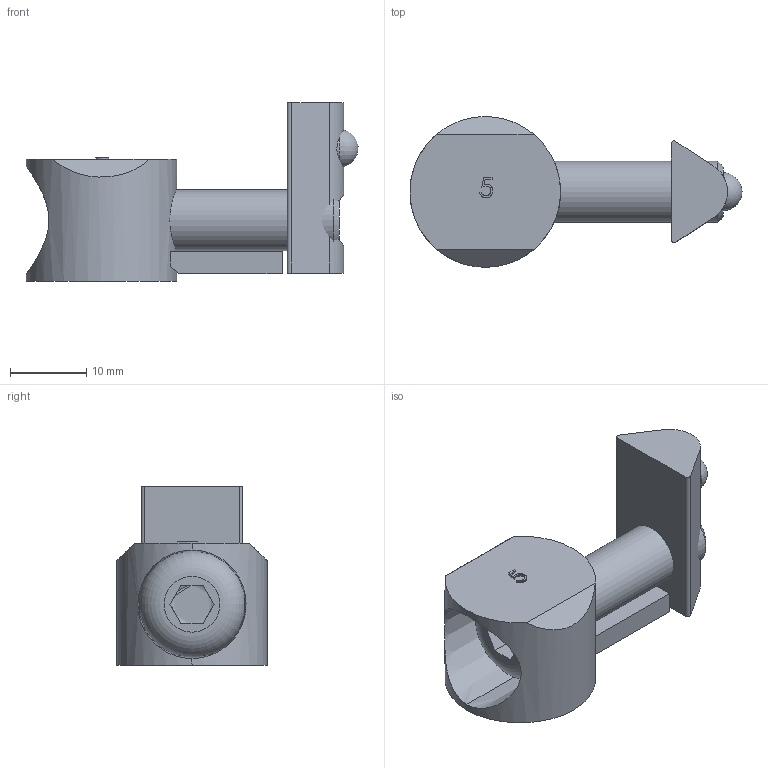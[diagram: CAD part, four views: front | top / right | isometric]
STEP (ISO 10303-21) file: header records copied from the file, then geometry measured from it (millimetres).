
FILE_DESCRIPTION(/* description */ ('KriTec_Universalverbindungssatz_8'),/* implementation_level */ '2;1');
FILE_NAME(/* name */ '13880_KriTec_Universalverbindungssatz_8_schwarz.stp',/* time_stamp */ '2019-12-30T16:20:07+01:00',/* author */ ('jendrek'),/* organization */ (''),/* preprocessor_version */ 'ST-DEVELOPER v17',/* originating_system */ 'Autodesk Inventor 2018',/* authorisation */ '');
FILE_SCHEMA (('AUTOMOTIVE_DESIGN { 1 0 10303 214 3 1 1 }'));
Length unit declared in the file: millimetre
Products named in the file (4): 13880 KriTec Universalverbindungssatz 8, schwarz; XXXXX_KriTec_Universalverbinder_8_(Knopf)_schwarz; 11003; 17802
Assembly tree (3 placements, depth 2):
  13880 KriTec Universalverbindungssatz 8, schwarz
    XXXXX_KriTec_Universalverbinder_8_(Knopf)_schwarz
    11003
    17802
Bounding box: 43.43 x 19.7 x 23.4 mm (x, y, z)
Volume: 6367 mm3; surface area: 4599.7 mm2
Topology: 3 solids, 3 shells, 174 faces, 476 edges, 318 vertices
Faces by surface type: bspline 95, plane 57, cylinder 12, cone 5, torus 4, sphere 1
Full cylindrical faces by diameter (mm): 6.647 x1, 8 x1, 14 x1
Entity records: 6600 total; most frequent: CARTESIAN_POINT 2698, ORIENTED_EDGE 950, DIRECTION 482, EDGE_CURVE 475, VERTEX_POINT 318, LINE 216, VECTOR 216, B_SPLINE_CURVE_WITH_KNOTS 203
